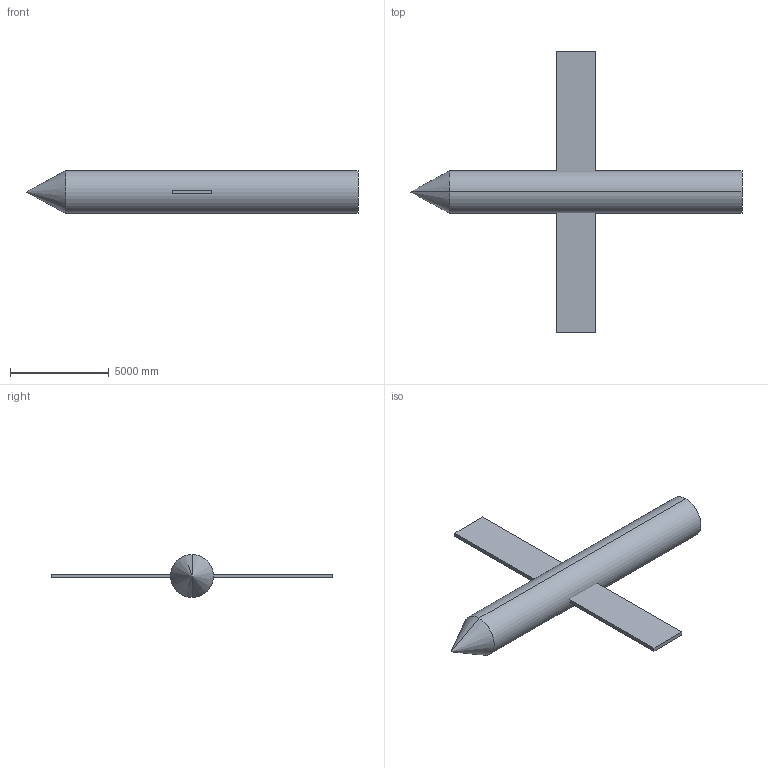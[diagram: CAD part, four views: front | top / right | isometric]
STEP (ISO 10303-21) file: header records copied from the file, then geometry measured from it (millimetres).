
FILE_DESCRIPTION(('STEP AP214'),'1');
FILE_NAME('MIG23.stp','2020-06-08T18:44:33',('BayKadir'),(' '),'Spatial InterOp 3D','CST ACIS InterOp Converter 2016',' ');
FILE_SCHEMA(('automotive_design'));
Length unit declared in the file: metre
Products named in the file (3): component1|solid1; component1|solid2; component1|solid3
Bounding box: 16800 x 14250 x 2175 mm (x, y, z)
Volume: 63165227421.3 mm3; surface area: 183551914.5 mm2
Topology: 3 solids, 3 shells, 13 faces, 24 edges, 15 vertices
Faces by surface type: plane 9, cylinder 2, cone 2
Entity records: 485 total; most frequent: DIRECTION 60, CARTESIAN_POINT 53, ORIENTED_EDGE 44, AXIS2_PLACEMENT_3D 22, EDGE_CURVE 22, STYLED_ITEM 16, PRESENTATION_STYLE_ASSIGNMENT 16, SURFACE_STYLE_USAGE 16
